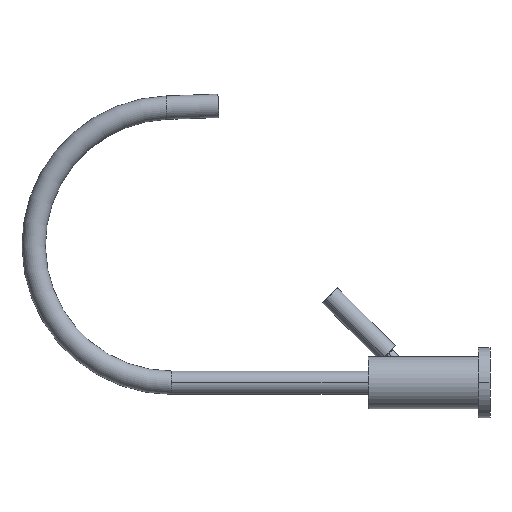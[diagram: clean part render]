
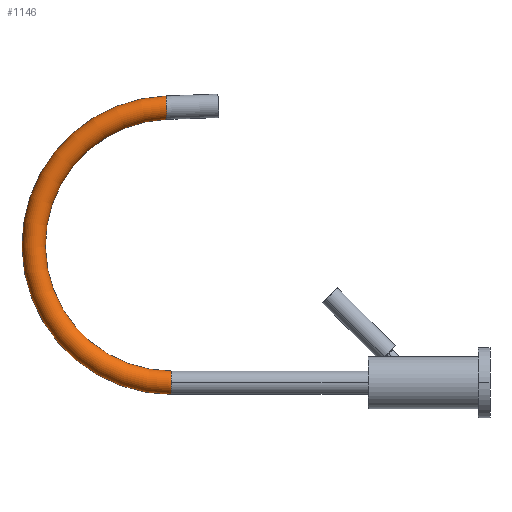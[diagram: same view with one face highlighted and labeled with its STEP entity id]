
A CAD part, left-side view. The second image highlights one B-rep face of the part: STEP entity #1146.
In plain terms, the highlighted toroidal (fillet/blend) face has major radius 117.5 mm and minor radius 10 mm.
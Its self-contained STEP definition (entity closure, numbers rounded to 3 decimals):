
#82 = AXIS2_PLACEMENT_3D ( 'NONE', #1935, #2623, #2156 ) ;
#126 = TOROIDAL_SURFACE ( 'NONE', #1218, 117.5, 10. ) ;
#172 = VERTEX_POINT ( 'NONE', #1566 ) ;
#186 = DIRECTION ( 'NONE',  ( -1., 0., 0. ) ) ;
#319 = DIRECTION ( 'NONE',  ( 0., 0., -1. ) ) ;
#355 = EDGE_CURVE ( 'NONE', #1463, #1435, #1708, .T. ) ;
#388 = CARTESIAN_POINT ( 'NONE',  ( 117.5, 168.21, 0. ) ) ;
#440 = CIRCLE ( 'NONE', #82, 10. ) ;
#477 = CARTESIAN_POINT ( 'NONE',  ( 224.935, 171.962, 0. ) ) ;
#511 = CARTESIAN_POINT ( 'NONE',  ( 244.922, 172.66, 0. ) ) ;
#518 = DIRECTION ( 'NONE',  ( -1., 0., 0. ) ) ;
#557 = ORIENTED_EDGE ( 'NONE', *, *, #2667, .T. ) ;
#750 = VERTEX_POINT ( 'NONE', #477 ) ;
#795 = CIRCLE ( 'NONE', #1034, 10. ) ;
#940 = CARTESIAN_POINT ( 'NONE',  ( 117.5, 168.21, 0. ) ) ;
#994 = CARTESIAN_POINT ( 'NONE',  ( -10., 168.21, 0. ) ) ;
#1013 = AXIS2_PLACEMENT_3D ( 'NONE', #2015, #2512, #518 ) ;
#1034 = AXIS2_PLACEMENT_3D ( 'NONE', #1715, #1508, #2123 ) ;
#1146 = ADVANCED_FACE ( 'NONE', ( #2825 ), #126, .T. ) ;
#1155 = ORIENTED_EDGE ( 'NONE', *, *, #355, .F. ) ;
#1179 = EDGE_CURVE ( 'NONE', #1298, #172, #795, .T. ) ;
#1218 = AXIS2_PLACEMENT_3D ( 'NONE', #388, #1273, #186 ) ;
#1227 = CARTESIAN_POINT ( 'NONE',  ( 234.928, 172.311, 0. ) ) ;
#1262 = EDGE_CURVE ( 'NONE', #1435, #750, #2839, .T. ) ;
#1273 = DIRECTION ( 'NONE',  ( 0., 0., -1. ) ) ;
#1287 = ORIENTED_EDGE ( 'NONE', *, *, #1262, .F. ) ;
#1298 = VERTEX_POINT ( 'NONE', #2203 ) ;
#1435 = VERTEX_POINT ( 'NONE', #511 ) ;
#1463 = VERTEX_POINT ( 'NONE', #994 ) ;
#1472 = DIRECTION ( 'NONE',  ( 0.035, -0.999, 0. ) ) ;
#1508 = DIRECTION ( 'NONE',  ( 0., 1., 0. ) ) ;
#1566 = CARTESIAN_POINT ( 'NONE',  ( 10., 168.21, 0. ) ) ;
#1598 = AXIS2_PLACEMENT_3D ( 'NONE', #1227, #1472, #2352 ) ;
#1616 = DIRECTION ( 'NONE',  ( -1., 0., 0. ) ) ;
#1708 = CIRCLE ( 'NONE', #1013, 127.5 ) ;
#1715 = CARTESIAN_POINT ( 'NONE',  ( 0., 168.21, 0. ) ) ;
#1893 = EDGE_LOOP ( 'NONE', ( #1155, #557, #2310, #1986, #1287 ) ) ;
#1935 = CARTESIAN_POINT ( 'NONE',  ( 0., 168.21, 0. ) ) ;
#1986 = ORIENTED_EDGE ( 'NONE', *, *, #2051, .T. ) ;
#2015 = CARTESIAN_POINT ( 'NONE',  ( 117.5, 168.21, 0. ) ) ;
#2051 = EDGE_CURVE ( 'NONE', #172, #750, #2213, .T. ) ;
#2123 = DIRECTION ( 'NONE',  ( 0., 0., 1. ) ) ;
#2156 = DIRECTION ( 'NONE',  ( 0., 0., 1. ) ) ;
#2203 = CARTESIAN_POINT ( 'NONE',  ( 0., 168.21, 10. ) ) ;
#2213 = CIRCLE ( 'NONE', #2643, 107.5 ) ;
#2310 = ORIENTED_EDGE ( 'NONE', *, *, #1179, .T. ) ;
#2352 = DIRECTION ( 'NONE',  ( 0., 0., 1. ) ) ;
#2512 = DIRECTION ( 'NONE',  ( 0., 0., -1. ) ) ;
#2623 = DIRECTION ( 'NONE',  ( 0., 1., 0. ) ) ;
#2643 = AXIS2_PLACEMENT_3D ( 'NONE', #940, #319, #1616 ) ;
#2667 = EDGE_CURVE ( 'NONE', #1463, #1298, #440, .T. ) ;
#2825 = FACE_OUTER_BOUND ( 'NONE', #1893, .T. ) ;
#2839 = CIRCLE ( 'NONE', #1598, 10. ) ;
